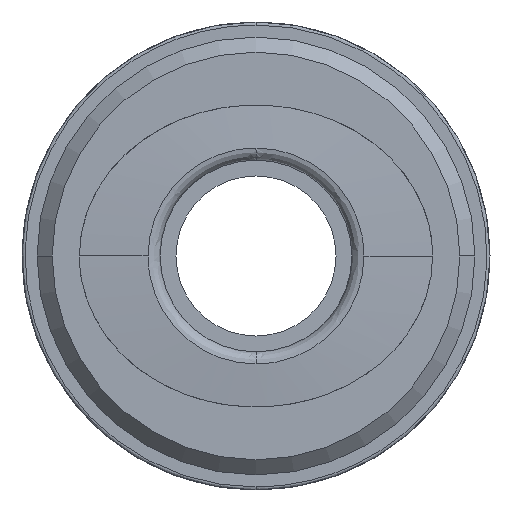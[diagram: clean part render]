
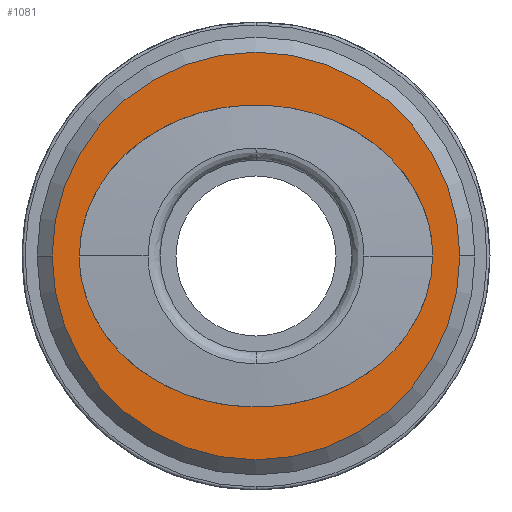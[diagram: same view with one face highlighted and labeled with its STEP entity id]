
A CAD part, front view. The second image highlights one B-rep face of the part: STEP entity #1081.
In plain terms, the highlighted planar face has unit normal (0, -1, 0).
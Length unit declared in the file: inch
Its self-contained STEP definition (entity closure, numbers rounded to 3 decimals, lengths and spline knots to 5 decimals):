
#2 = DIRECTION ( 'NONE',  ( 0., 1., 0. ) ) ;
#22 = EDGE_LOOP ( 'NONE', ( #843, #2866 ) ) ;
#23 = CARTESIAN_POINT ( 'NONE',  ( -0.23031, -0.64961, 0. ) ) ;
#41 = FACE_BOUND ( 'NONE', #22, .T. ) ;
#86 = AXIS2_PLACEMENT_3D ( 'NONE', #3340, #1758, #196 ) ;
#196 = DIRECTION ( 'NONE',  ( -1., 0., 0. ) ) ;
#493 = PLANE ( 'NONE',  #2404 ) ;
#575 = CARTESIAN_POINT ( 'NONE',  ( 0., -0.64961, 0.19685 ) ) ;
#820 =( BOUNDED_CURVE ( )  B_SPLINE_CURVE ( 2, ( #2642, #1841, #3170, #1591, #23 ),
 .UNSPECIFIED., .F., .F. ) 
 B_SPLINE_CURVE_WITH_KNOTS ( ( 3, 2, 3 ),
 ( 0.01702, 0.02551, 0.034 ),
 .UNSPECIFIED. ) 
 CURVE ( )  GEOMETRIC_REPRESENTATION_ITEM ( )  RATIONAL_B_SPLINE_CURVE ( ( 1., 0.707, 1., 0.707, 1. ) ) 
 REPRESENTATION_ITEM ( '' )  );
#837 = CARTESIAN_POINT ( 'NONE',  ( 0.23031, -0.64961, 0. ) ) ;
#843 = ORIENTED_EDGE ( 'NONE', *, *, #3249, .T. ) ;
#1051 = VERTEX_POINT ( 'NONE', #3079 ) ;
#1081 = ADVANCED_FACE ( 'NONE', ( #41, #2043 ), #493, .T. ) ;
#1255 = CIRCLE ( 'NONE', #86, 0.26575 ) ;
#1268 = CARTESIAN_POINT ( 'NONE',  ( -0.24803, -0.64961, 0. ) ) ;
#1279 = EDGE_LOOP ( 'NONE', ( #3318, #2356 ) ) ;
#1533 = DIRECTION ( 'NONE',  ( 0., 0., -1. ) ) ;
#1555 = CARTESIAN_POINT ( 'NONE',  ( 0.23031, -0.64961, 0. ) ) ;
#1572 = CARTESIAN_POINT ( 'NONE',  ( 0., -0.64961, 0. ) ) ;
#1591 = CARTESIAN_POINT ( 'NONE',  ( -0.23031, -0.64961, -0.19685 ) ) ;
#1684 =( BOUNDED_CURVE ( )  B_SPLINE_CURVE ( 2, ( #3195, #2129, #575, #2411, #837 ),
 .UNSPECIFIED., .F., .F. ) 
 B_SPLINE_CURVE_WITH_KNOTS ( ( 3, 2, 3 ),
 ( 0., 0.00851, 0.01702 ),
 .UNSPECIFIED. ) 
 CURVE ( )  GEOMETRIC_REPRESENTATION_ITEM ( )  RATIONAL_B_SPLINE_CURVE ( ( 1., 0.707, 1., 0.707, 1. ) ) 
 REPRESENTATION_ITEM ( '' )  );
#1758 = DIRECTION ( 'NONE',  ( 0., 1., 0. ) ) ;
#1835 = DIRECTION ( 'NONE',  ( -1., 0., 0. ) ) ;
#1841 = CARTESIAN_POINT ( 'NONE',  ( 0.23031, -0.64961, -0.19685 ) ) ;
#2043 = FACE_OUTER_BOUND ( 'NONE', #1279, .T. ) ;
#2091 = VERTEX_POINT ( 'NONE', #2990 ) ;
#2129 = CARTESIAN_POINT ( 'NONE',  ( -0.23031, -0.64961, 0.19685 ) ) ;
#2254 = EDGE_CURVE ( 'NONE', #2896, #2091, #820, .T. ) ;
#2268 = VERTEX_POINT ( 'NONE', #2390 ) ;
#2356 = ORIENTED_EDGE ( 'NONE', *, *, #3008, .F. ) ;
#2390 = CARTESIAN_POINT ( 'NONE',  ( 0.26575, -0.64961, 0. ) ) ;
#2404 = AXIS2_PLACEMENT_3D ( 'NONE', #1268, #3113, #1533 ) ;
#2411 = CARTESIAN_POINT ( 'NONE',  ( 0.23031, -0.64961, 0.19685 ) ) ;
#2547 = EDGE_CURVE ( 'NONE', #1051, #2268, #2710, .T. ) ;
#2642 = CARTESIAN_POINT ( 'NONE',  ( 0.23031, -0.64961, 0. ) ) ;
#2710 = CIRCLE ( 'NONE', #3214, 0.26575 ) ;
#2866 = ORIENTED_EDGE ( 'NONE', *, *, #2254, .T. ) ;
#2896 = VERTEX_POINT ( 'NONE', #1555 ) ;
#2990 = CARTESIAN_POINT ( 'NONE',  ( -0.23031, -0.64961, 0. ) ) ;
#3008 = EDGE_CURVE ( 'NONE', #2268, #1051, #1255, .T. ) ;
#3079 = CARTESIAN_POINT ( 'NONE',  ( -0.26575, -0.64961, 0. ) ) ;
#3113 = DIRECTION ( 'NONE',  ( 0., -1., 0. ) ) ;
#3170 = CARTESIAN_POINT ( 'NONE',  ( 0., -0.64961, -0.19685 ) ) ;
#3195 = CARTESIAN_POINT ( 'NONE',  ( -0.23031, -0.64961, 0. ) ) ;
#3214 = AXIS2_PLACEMENT_3D ( 'NONE', #1572, #2, #1835 ) ;
#3249 = EDGE_CURVE ( 'NONE', #2091, #2896, #1684, .T. ) ;
#3318 = ORIENTED_EDGE ( 'NONE', *, *, #2547, .F. ) ;
#3340 = CARTESIAN_POINT ( 'NONE',  ( 0., -0.64961, 0. ) ) ;
